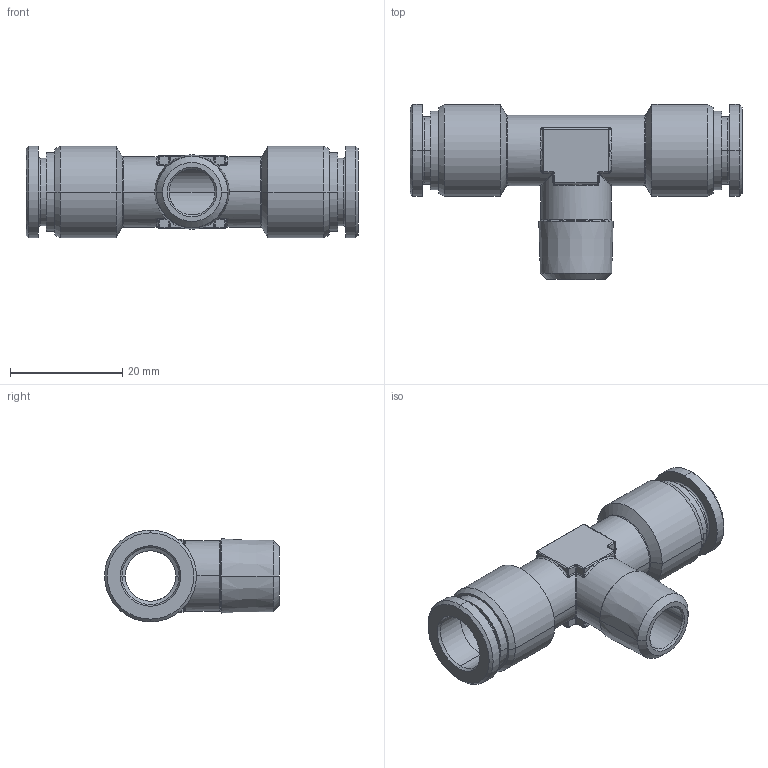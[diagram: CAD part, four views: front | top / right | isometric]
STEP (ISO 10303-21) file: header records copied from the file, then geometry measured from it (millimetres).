
FILE_DESCRIPTION((''),'2;1');
FILE_NAME('mxm.20.10.14',(''),('sopra-pneumatic'),'PRO/ENGINEER BY PARAMETRIC TECHNOLOGY CORPORATION, 2015110','PRO/ENGINEER BY PARAMETRIC TECHNOLOGY CORPORATION, 2015110','');
FILE_SCHEMA(('CONFIG_CONTROL_DESIGN'));
Length unit declared in the file: millimetre
Products named in the file (1): 381871B_941X4-10FF-1-4K
Bounding box: 59.2 x 31.2 x 16.4 mm (x, y, z)
Volume: 6562.3 mm3; surface area: 6739.1 mm2
Topology: 1 solids, 1 shells, 211 faces, 468 edges, 268 vertices
Faces by surface type: cylinder 74, plane 37, cone 36, torus 30, bspline 22, sphere 12
Entity records: 7524 total; most frequent: CARTESIAN_POINT 2881, DIRECTION 1018, ORIENTED_EDGE 936, EDGE_CURVE 468, AXIS2_PLACEMENT_3D 427, VERTEX_POINT 268, CIRCLE 238, EDGE_LOOP 224
